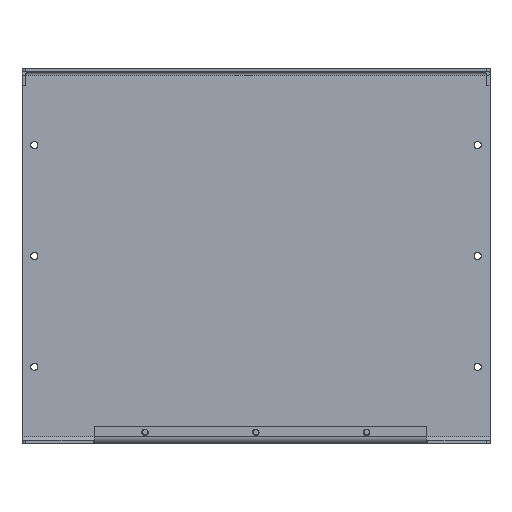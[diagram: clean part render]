
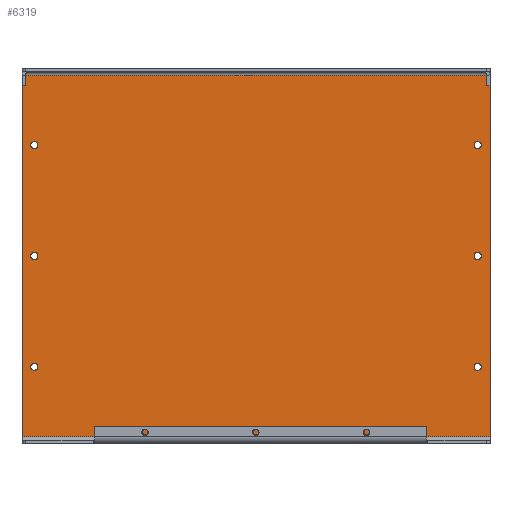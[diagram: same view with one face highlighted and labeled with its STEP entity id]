
A CAD part, front view. The second image highlights one B-rep face of the part: STEP entity #6319.
In plain terms, the highlighted planar face has unit normal (0, -1, 0).
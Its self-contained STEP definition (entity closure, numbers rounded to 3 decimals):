
#130=FACE_BOUND('',#1025,.T.);
#131=FACE_BOUND('',#1026,.T.);
#132=FACE_BOUND('',#1027,.T.);
#133=FACE_BOUND('',#1028,.T.);
#134=FACE_BOUND('',#1029,.T.);
#135=FACE_BOUND('',#1030,.T.);
#304=PLANE('',#6777);
#624=FACE_OUTER_BOUND('',#1024,.T.);
#1024=EDGE_LOOP('',(#5731,#5732,#5733,#5734));
#1025=EDGE_LOOP('',(#5735));
#1026=EDGE_LOOP('',(#5736));
#1027=EDGE_LOOP('',(#5737));
#1028=EDGE_LOOP('',(#5738));
#1029=EDGE_LOOP('',(#5739));
#1030=EDGE_LOOP('',(#5740));
#1158=CIRCLE('',#6554,1.6);
#1159=CIRCLE('',#6556,1.6);
#1160=CIRCLE('',#6558,1.6);
#1161=CIRCLE('',#6560,1.6);
#1162=CIRCLE('',#6562,1.6);
#1163=CIRCLE('',#6564,1.6);
#1923=LINE('',#18871,#2494);
#1931=LINE('',#18890,#2502);
#1935=LINE('',#18903,#2506);
#1937=LINE('',#18909,#2508);
#2494=VECTOR('',#8117,10.);
#2502=VECTOR('',#8139,10.);
#2506=VECTOR('',#8159,10.);
#2508=VECTOR('',#8169,10.);
#2860=VERTEX_POINT('',#15754);
#2862=VERTEX_POINT('',#16013);
#2864=VERTEX_POINT('',#16272);
#2866=VERTEX_POINT('',#16531);
#2868=VERTEX_POINT('',#16790);
#2870=VERTEX_POINT('',#17049);
#3130=VERTEX_POINT('',#18868);
#3131=VERTEX_POINT('',#18870);
#3135=VERTEX_POINT('',#18888);
#3136=VERTEX_POINT('',#18901);
#3562=EDGE_CURVE('',#2860,#2860,#1158,.T.);
#3566=EDGE_CURVE('',#2862,#2862,#1159,.T.);
#3570=EDGE_CURVE('',#2864,#2864,#1160,.T.);
#3574=EDGE_CURVE('',#2866,#2866,#1161,.T.);
#3578=EDGE_CURVE('',#2868,#2868,#1162,.T.);
#3582=EDGE_CURVE('',#2870,#2870,#1163,.T.);
#4009=EDGE_CURVE('',#3130,#3131,#1923,.T.);
#4020=EDGE_CURVE('',#3135,#3130,#1931,.T.);
#4028=EDGE_CURVE('',#3136,#3135,#1935,.T.);
#4031=EDGE_CURVE('',#3131,#3136,#1937,.T.);
#5731=ORIENTED_EDGE('',*,*,#4009,.F.);
#5732=ORIENTED_EDGE('',*,*,#4020,.F.);
#5733=ORIENTED_EDGE('',*,*,#4028,.F.);
#5734=ORIENTED_EDGE('',*,*,#4031,.F.);
#5735=ORIENTED_EDGE('',*,*,#3582,.T.);
#5736=ORIENTED_EDGE('',*,*,#3570,.T.);
#5737=ORIENTED_EDGE('',*,*,#3578,.T.);
#5738=ORIENTED_EDGE('',*,*,#3562,.T.);
#5739=ORIENTED_EDGE('',*,*,#3566,.T.);
#5740=ORIENTED_EDGE('',*,*,#3574,.T.);
#6319=ADVANCED_FACE('',(#624,#130,#131,#132,#133,#134,#135),#304,.F.);
#6554=AXIS2_PLACEMENT_3D('',#15756,#7345,#7346);
#6556=AXIS2_PLACEMENT_3D('',#16015,#7350,#7351);
#6558=AXIS2_PLACEMENT_3D('',#16274,#7355,#7356);
#6560=AXIS2_PLACEMENT_3D('',#16533,#7360,#7361);
#6562=AXIS2_PLACEMENT_3D('',#16792,#7365,#7366);
#6564=AXIS2_PLACEMENT_3D('',#17051,#7370,#7371);
#6777=AXIS2_PLACEMENT_3D('',#18908,#8167,#8168);
#7345=DIRECTION('center_axis',(0.,1.,0.));
#7346=DIRECTION('ref_axis',(-1.,0.,0.));
#7350=DIRECTION('center_axis',(0.,1.,0.));
#7351=DIRECTION('ref_axis',(-1.,0.,0.));
#7355=DIRECTION('center_axis',(0.,1.,0.));
#7356=DIRECTION('ref_axis',(-1.,0.,0.));
#7360=DIRECTION('center_axis',(0.,1.,0.));
#7361=DIRECTION('ref_axis',(-1.,0.,0.));
#7365=DIRECTION('center_axis',(0.,1.,0.));
#7366=DIRECTION('ref_axis',(-1.,0.,0.));
#7370=DIRECTION('center_axis',(0.,1.,0.));
#7371=DIRECTION('ref_axis',(-1.,0.,0.));
#8117=DIRECTION('',(-1.,0.,0.));
#8139=DIRECTION('',(0.,0.,-1.));
#8159=DIRECTION('',(1.,0.,0.));
#8167=DIRECTION('center_axis',(0.,1.,0.));
#8168=DIRECTION('ref_axis',(-1.,0.,0.));
#8169=DIRECTION('',(0.,0.,1.));
#15754=CARTESIAN_POINT('',(-101.443,41.4,-91.319));
#15756=CARTESIAN_POINT('Origin',(-103.043,41.4,-91.319));
#16013=CARTESIAN_POINT('',(-101.443,41.4,-41.319));
#16015=CARTESIAN_POINT('Origin',(-103.043,41.4,-41.319));
#16272=CARTESIAN_POINT('',(-101.443,41.4,8.681));
#16274=CARTESIAN_POINT('Origin',(-103.043,41.4,8.681));
#16531=CARTESIAN_POINT('',(98.664,41.4,8.681));
#16533=CARTESIAN_POINT('Origin',(97.064,41.4,8.681));
#16790=CARTESIAN_POINT('',(98.664,41.4,-41.319));
#16792=CARTESIAN_POINT('Origin',(97.064,41.4,-41.319));
#17049=CARTESIAN_POINT('',(98.664,41.4,-91.319));
#17051=CARTESIAN_POINT('Origin',(97.064,41.4,-91.319));
#18868=CARTESIAN_POINT('',(102.618,41.4,-122.926));
#18870=CARTESIAN_POINT('',(-108.596,41.4,-122.926));
#18871=CARTESIAN_POINT('',(-1.495,41.4,-122.926));
#18888=CARTESIAN_POINT('',(102.618,41.4,40.288));
#18890=CARTESIAN_POINT('',(102.618,41.4,43.681));
#18901=CARTESIAN_POINT('',(-108.596,41.4,40.288));
#18903=CARTESIAN_POINT('',(-1.495,41.4,40.288));
#18908=CARTESIAN_POINT('Origin',(-2.989,41.4,-41.319));
#18909=CARTESIAN_POINT('',(-108.596,41.4,-126.319));
